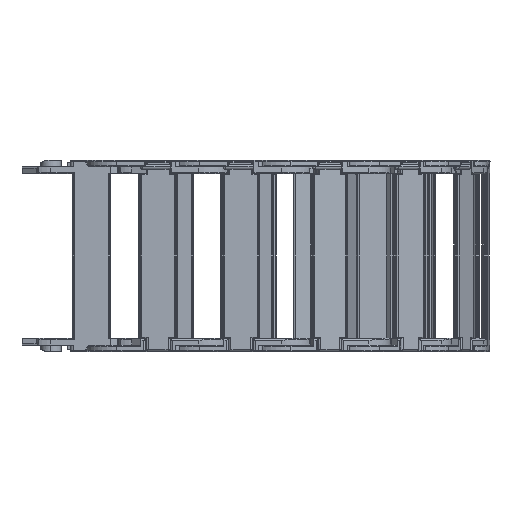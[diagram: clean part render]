
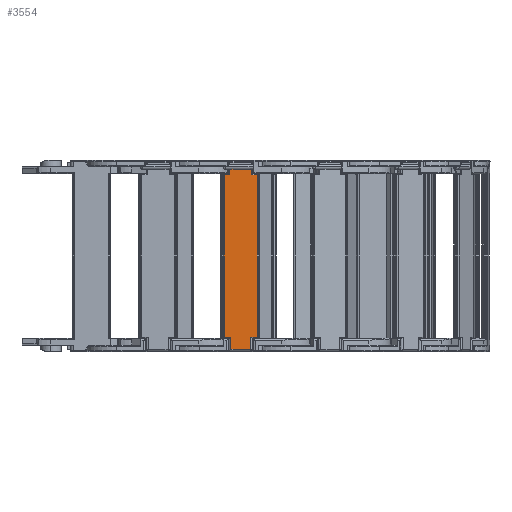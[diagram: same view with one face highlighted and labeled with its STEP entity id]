
A CAD part, front view. The second image highlights one B-rep face of the part: STEP entity #3554.
In plain terms, the highlighted face is planar.
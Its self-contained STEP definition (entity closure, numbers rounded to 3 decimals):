
#68 = LINE ( 'NONE', #11423, #15028 ) ;
#75 = LINE ( 'NONE', #9799, #14129 ) ;
#126 = LINE ( 'NONE', #5295, #11442 ) ;
#332 = FACE_OUTER_BOUND ( 'NONE', #3678, .T. ) ;
#480 = CARTESIAN_POINT ( 'NONE',  ( 440.922, 93.451, 624.346 ) ) ;
#506 = CARTESIAN_POINT ( 'NONE',  ( 425.879, 93.451, 565.901 ) ) ;
#612 = CARTESIAN_POINT ( 'NONE',  ( 451.117, 93.451, 565.901 ) ) ;
#656 = VECTOR ( 'NONE', #4913, 1000. ) ;
#856 = CARTESIAN_POINT ( 'NONE',  ( 440.922, 93.451, 647.596 ) ) ;
#965 = DIRECTION ( 'NONE',  ( 1., 0., 0. ) ) ;
#1156 = ORIENTED_EDGE ( 'NONE', *, *, #4679, .F. ) ;
#1219 = EDGE_CURVE ( 'NONE', #10416, #15705, #4337, .T. ) ;
#1400 = VERTEX_POINT ( 'NONE', #856 ) ;
#2492 = CARTESIAN_POINT ( 'NONE',  ( 450.612, 93.451, 653.496 ) ) ;
#2590 = CARTESIAN_POINT ( 'NONE',  ( 451.117, 93.451, 568.601 ) ) ;
#2665 = VECTOR ( 'NONE', #10006, 1000. ) ;
#3249 = VECTOR ( 'NONE', #10946, 1000. ) ;
#3297 = ORIENTED_EDGE ( 'NONE', *, *, #9246, .F. ) ;
#3554 = ADVANCED_FACE ( 'NONE', ( #332 ), #16558, .F. ) ;
#3678 = EDGE_LOOP ( 'NONE', ( #6553, #12831, #11777, #9770, #6162, #10479, #17394, #1156, #3297, #6070, #9477, #14285 ) ) ;
#3756 = LINE ( 'NONE', #480, #6220 ) ;
#3802 = DIRECTION ( 'NONE',  ( 0., 0., -1. ) ) ;
#4042 = VERTEX_POINT ( 'NONE', #8777 ) ;
#4148 = DIRECTION ( 'NONE',  ( 0., 0., 1. ) ) ;
#4164 = CARTESIAN_POINT ( 'NONE',  ( 440.417, 93.451, 591.851 ) ) ;
#4244 = CARTESIAN_POINT ( 'NONE',  ( 440.922, 93.451, 653.496 ) ) ;
#4337 = LINE ( 'NONE', #5977, #5920 ) ;
#4417 = DIRECTION ( 'NONE',  ( -1., 0., 0. ) ) ;
#4600 = EDGE_CURVE ( 'NONE', #8995, #17011, #68, .T. ) ;
#4679 = EDGE_CURVE ( 'NONE', #14531, #16295, #17743, .T. ) ;
#4824 = VERTEX_POINT ( 'NONE', #5927 ) ;
#4864 = CARTESIAN_POINT ( 'NONE',  ( 440.417, 93.451, 565.901 ) ) ;
#4913 = DIRECTION ( 'NONE',  ( 0., 0., -1. ) ) ;
#5295 = CARTESIAN_POINT ( 'NONE',  ( 425.879, 93.451, 647.596 ) ) ;
#5304 = EDGE_CURVE ( 'NONE', #1400, #10416, #3756, .T. ) ;
#5920 = VECTOR ( 'NONE', #8910, 1000. ) ;
#5927 = CARTESIAN_POINT ( 'NONE',  ( 437.679, 93.451, 647.596 ) ) ;
#5977 = CARTESIAN_POINT ( 'NONE',  ( 425.879, 93.451, 653.496 ) ) ;
#5996 = CARTESIAN_POINT ( 'NONE',  ( 425.879, 93.451, 568.601 ) ) ;
#6070 = ORIENTED_EDGE ( 'NONE', *, *, #1219, .F. ) ;
#6162 = ORIENTED_EDGE ( 'NONE', *, *, #4600, .F. ) ;
#6220 = VECTOR ( 'NONE', #10472, 1000. ) ;
#6443 = LINE ( 'NONE', #5996, #17377 ) ;
#6553 = ORIENTED_EDGE ( 'NONE', *, *, #15145, .F. ) ;
#6753 = CARTESIAN_POINT ( 'NONE',  ( 450.612, 93.451, 624.346 ) ) ;
#7058 = CARTESIAN_POINT ( 'NONE',  ( 425.879, 93.451, 647.596 ) ) ;
#7253 = VECTOR ( 'NONE', #15908, 1000. ) ;
#7451 = CARTESIAN_POINT ( 'NONE',  ( 453.855, 93.451, 647.596 ) ) ;
#7452 = EDGE_CURVE ( 'NONE', #13990, #16106, #13345, .T. ) ;
#7995 = CARTESIAN_POINT ( 'NONE',  ( 425.879, 93.451, 611.869 ) ) ;
#8777 = CARTESIAN_POINT ( 'NONE',  ( 453.855, 93.451, 568.601 ) ) ;
#8803 = LINE ( 'NONE', #13637, #656 ) ;
#8910 = DIRECTION ( 'NONE',  ( 1., 0., 0. ) ) ;
#8995 = VERTEX_POINT ( 'NONE', #2590 ) ;
#9246 = EDGE_CURVE ( 'NONE', #15705, #14531, #17621, .T. ) ;
#9399 = EDGE_CURVE ( 'NONE', #4042, #8995, #6443, .T. ) ;
#9477 = ORIENTED_EDGE ( 'NONE', *, *, #5304, .F. ) ;
#9770 = ORIENTED_EDGE ( 'NONE', *, *, #11261, .F. ) ;
#9799 = CARTESIAN_POINT ( 'NONE',  ( 437.679, 93.451, 611.869 ) ) ;
#9970 = AXIS2_PLACEMENT_3D ( 'NONE', #7995, #13729, #13789 ) ;
#10006 = DIRECTION ( 'NONE',  ( 0., 0., 1. ) ) ;
#10335 = EDGE_CURVE ( 'NONE', #16106, #11077, #14412, .T. ) ;
#10416 = VERTEX_POINT ( 'NONE', #4244 ) ;
#10472 = DIRECTION ( 'NONE',  ( 0., 0., 1. ) ) ;
#10479 = ORIENTED_EDGE ( 'NONE', *, *, #9399, .F. ) ;
#10799 = EDGE_CURVE ( 'NONE', #4824, #1400, #126, .T. ) ;
#10946 = DIRECTION ( 'NONE',  ( -1., 0., 0. ) ) ;
#11077 = VERTEX_POINT ( 'NONE', #13303 ) ;
#11261 = EDGE_CURVE ( 'NONE', #17011, #13990, #12335, .T. ) ;
#11423 = CARTESIAN_POINT ( 'NONE',  ( 451.117, 93.451, 591.851 ) ) ;
#11442 = VECTOR ( 'NONE', #965, 1000. ) ;
#11777 = ORIENTED_EDGE ( 'NONE', *, *, #7452, .F. ) ;
#12335 = LINE ( 'NONE', #506, #13029 ) ;
#12361 = CARTESIAN_POINT ( 'NONE',  ( 450.612, 93.451, 647.596 ) ) ;
#12831 = ORIENTED_EDGE ( 'NONE', *, *, #10335, .F. ) ;
#13029 = VECTOR ( 'NONE', #16584, 1000. ) ;
#13303 = CARTESIAN_POINT ( 'NONE',  ( 437.679, 93.451, 568.601 ) ) ;
#13345 = LINE ( 'NONE', #4164, #2665 ) ;
#13637 = CARTESIAN_POINT ( 'NONE',  ( 453.855, 93.451, 611.869 ) ) ;
#13729 = DIRECTION ( 'NONE',  ( 0., 1., 0. ) ) ;
#13789 = DIRECTION ( 'NONE',  ( 0., 0., 1. ) ) ;
#13990 = VERTEX_POINT ( 'NONE', #4864 ) ;
#14129 = VECTOR ( 'NONE', #4148, 1000. ) ;
#14285 = ORIENTED_EDGE ( 'NONE', *, *, #10799, .F. ) ;
#14412 = LINE ( 'NONE', #18127, #3249 ) ;
#14531 = VERTEX_POINT ( 'NONE', #12361 ) ;
#15028 = VECTOR ( 'NONE', #15546, 1000. ) ;
#15145 = EDGE_CURVE ( 'NONE', #11077, #4824, #75, .T. ) ;
#15546 = DIRECTION ( 'NONE',  ( 0., 0., -1. ) ) ;
#15705 = VERTEX_POINT ( 'NONE', #2492 ) ;
#15908 = DIRECTION ( 'NONE',  ( 1., 0., 0. ) ) ;
#16106 = VERTEX_POINT ( 'NONE', #18565 ) ;
#16295 = VERTEX_POINT ( 'NONE', #7451 ) ;
#16558 = PLANE ( 'NONE',  #9970 ) ;
#16584 = DIRECTION ( 'NONE',  ( -1., 0., 0. ) ) ;
#17011 = VERTEX_POINT ( 'NONE', #612 ) ;
#17377 = VECTOR ( 'NONE', #4417, 1000. ) ;
#17394 = ORIENTED_EDGE ( 'NONE', *, *, #17572, .F. ) ;
#17572 = EDGE_CURVE ( 'NONE', #16295, #4042, #8803, .T. ) ;
#17621 = LINE ( 'NONE', #6753, #18088 ) ;
#17743 = LINE ( 'NONE', #7058, #7253 ) ;
#18088 = VECTOR ( 'NONE', #3802, 1000. ) ;
#18127 = CARTESIAN_POINT ( 'NONE',  ( 425.879, 93.451, 568.601 ) ) ;
#18565 = CARTESIAN_POINT ( 'NONE',  ( 440.417, 93.451, 568.601 ) ) ;
